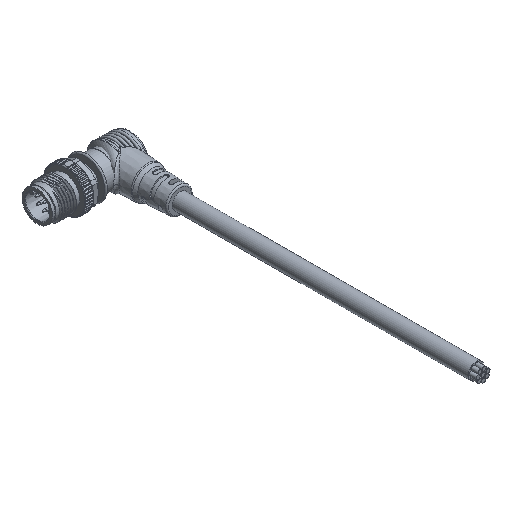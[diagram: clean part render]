
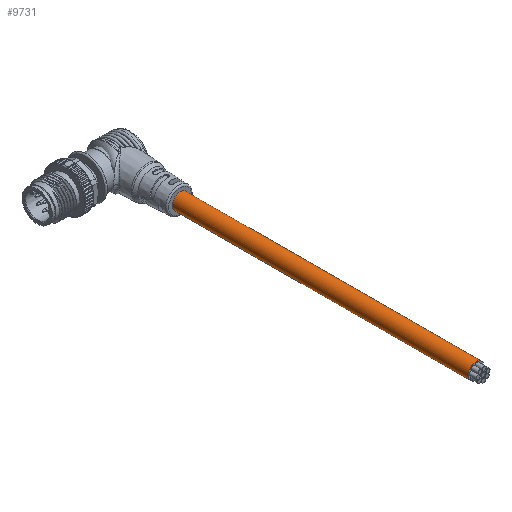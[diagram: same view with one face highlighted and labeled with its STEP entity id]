
A CAD part, isometric view. The second image highlights one B-rep face of the part: STEP entity #9731.
In plain terms, the highlighted cylindrical face has radius 2.75 mm (diameter 5.5 mm), a full revolution.
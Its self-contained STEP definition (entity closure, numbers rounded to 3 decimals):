
#4695=ORIENTED_EDGE('',*,*,#6224,.T.);
#4696=ORIENTED_EDGE('',*,*,#6216,.F.);
#6216=EDGE_CURVE('',#7230,#7230,#7464,.T.);
#6224=EDGE_CURVE('',#7238,#7238,#7472,.T.);
#7230=VERTEX_POINT('',#23067);
#7238=VERTEX_POINT('',#23091);
#7464=CIRCLE('',#10862,2.75);
#7472=CIRCLE('',#10878,2.75);
#8151=EDGE_LOOP('',(#4695));
#8152=EDGE_LOOP('',(#4696));
#8905=FACE_BOUND('',#8151,.T.);
#8906=FACE_BOUND('',#8152,.T.);
#9191=CYLINDRICAL_SURFACE('',#10877,2.75);
#9731=ADVANCED_FACE('',(#8905,#8906),#9191,.T.);
#10862=AXIS2_PLACEMENT_3D('',#23066,#12607,#12608);
#10877=AXIS2_PLACEMENT_3D('',#23089,#12637,#12638);
#10878=AXIS2_PLACEMENT_3D('',#23090,#12639,#12640);
#12607=DIRECTION('',(0.,0.,-1.));
#12608=DIRECTION('',(1.,0.,0.));
#12637=DIRECTION('',(0.,0.,-1.));
#12638=DIRECTION('',(-1.,0.,0.));
#12639=DIRECTION('',(0.,0.,-1.));
#12640=DIRECTION('',(1.,0.,0.));
#23066=CARTESIAN_POINT('',(0.,0.,-60.));
#23067=CARTESIAN_POINT('',(2.75,0.,-60.));
#23089=CARTESIAN_POINT('',(0.,0.,60.));
#23090=CARTESIAN_POINT('',(0.,0.,60.));
#23091=CARTESIAN_POINT('',(2.75,0.,60.));
